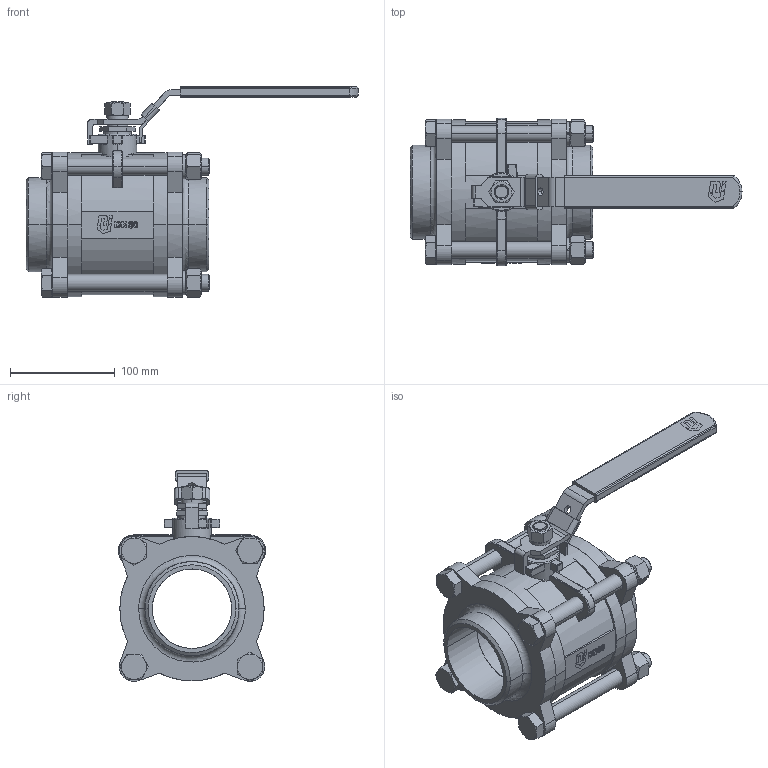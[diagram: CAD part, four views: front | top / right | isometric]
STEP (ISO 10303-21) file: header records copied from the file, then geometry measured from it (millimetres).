
FILE_DESCRIPTION(('HOOPS Exchange Step'),'2;1');
FILE_NAME('GK1701_DN80.stp','2025-12-19T15:48:43+01:00',('nieru'),('Unknown organisation'),'HOOPS Exchange 2024.2','HOOPS Exchange','Unknown authorisation');
FILE_SCHEMA( ('AP203_CONFIGURATION_CONTROLLED_3D_DESIGN_OF_MECHANICAL_PARTS_AND_ASSEMBLIES_MIM_LF') );
Length unit declared in the file: millimetre
Products named in the file (2): 0; root
Assembly tree (1 placements, depth 2):
  root
    0
Bounding box: 317.5 x 141.02 x 201.61 mm (x, y, z)
Volume: 1673132.4 mm3; surface area: 302171.9 mm2
Topology: 22 solids, 22 shells, 969 faces, 2455 edges, 1559 vertices
Faces by surface type: plane 368, cylinder 239, bspline 221, cone 88, sphere 30, torus 23
Entity records: 79890 total; most frequent: CARTESIAN_POINT 58984, ORIENTED_EDGE 4910, DIRECTION 3110, EDGE_CURVE 2455, VERTEX_POINT 1559, VECTOR 1172, LINE 1172, EDGE_LOOP 1046
